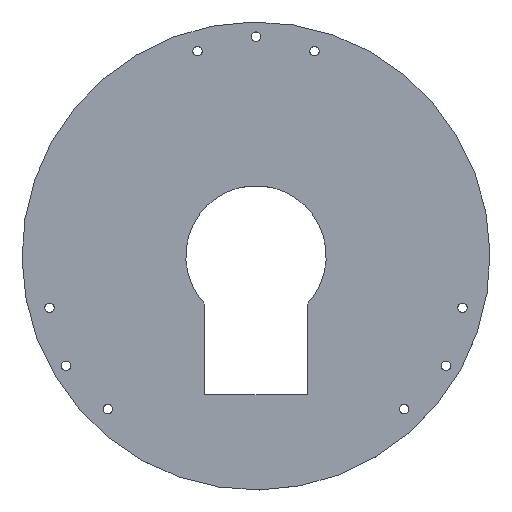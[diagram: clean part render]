
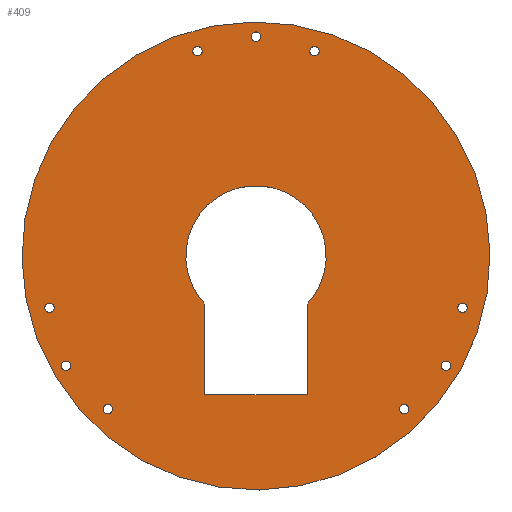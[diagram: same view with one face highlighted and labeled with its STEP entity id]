
A CAD part, top view. The second image highlights one B-rep face of the part: STEP entity #409.
In plain terms, the highlighted planar face has unit normal (0, 0, 1).
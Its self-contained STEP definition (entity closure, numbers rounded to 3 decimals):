
#45=LINE('',#690,#68);
#47=LINE('',#694,#70);
#50=LINE('',#699,#73);
#68=VECTOR('',#578,10.);
#70=VECTOR('',#582,10.);
#73=VECTOR('',#587,10.);
#88=FACE_BOUND('',#155,.T.);
#89=FACE_BOUND('',#156,.T.);
#90=FACE_BOUND('',#157,.T.);
#91=FACE_BOUND('',#158,.T.);
#92=FACE_BOUND('',#159,.T.);
#93=FACE_BOUND('',#160,.T.);
#94=FACE_BOUND('',#161,.T.);
#95=FACE_BOUND('',#162,.T.);
#96=FACE_BOUND('',#163,.T.);
#97=FACE_BOUND('',#164,.T.);
#119=FACE_OUTER_BOUND('',#154,.T.);
#154=EDGE_LOOP('',(#366));
#155=EDGE_LOOP('',(#367));
#156=EDGE_LOOP('',(#368));
#157=EDGE_LOOP('',(#369));
#158=EDGE_LOOP('',(#370));
#159=EDGE_LOOP('',(#371));
#160=EDGE_LOOP('',(#372));
#161=EDGE_LOOP('',(#373));
#162=EDGE_LOOP('',(#374));
#163=EDGE_LOOP('',(#375));
#164=EDGE_LOOP('',(#376,#377,#378,#379));
#176=CIRCLE('',#437,1.6);
#177=CIRCLE('',#439,1.6);
#178=CIRCLE('',#441,1.6);
#179=CIRCLE('',#443,1.6);
#180=CIRCLE('',#445,1.6);
#181=CIRCLE('',#447,1.6);
#188=CIRCLE('',#461,1.6);
#189=CIRCLE('',#463,1.6);
#190=CIRCLE('',#465,1.6);
#191=CIRCLE('',#470,24.);
#192=CIRCLE('',#472,80.);
#207=VERTEX_POINT('',#630);
#208=VERTEX_POINT('',#634);
#209=VERTEX_POINT('',#638);
#210=VERTEX_POINT('',#642);
#211=VERTEX_POINT('',#646);
#212=VERTEX_POINT('',#650);
#219=VERTEX_POINT('',#675);
#220=VERTEX_POINT('',#679);
#221=VERTEX_POINT('',#683);
#222=VERTEX_POINT('',#687);
#223=VERTEX_POINT('',#689);
#224=VERTEX_POINT('',#693);
#225=VERTEX_POINT('',#697);
#226=VERTEX_POINT('',#703);
#242=EDGE_CURVE('',#207,#207,#176,.T.);
#244=EDGE_CURVE('',#208,#208,#177,.T.);
#246=EDGE_CURVE('',#209,#209,#178,.T.);
#248=EDGE_CURVE('',#210,#210,#179,.T.);
#250=EDGE_CURVE('',#211,#211,#180,.T.);
#252=EDGE_CURVE('',#212,#212,#181,.T.);
#263=EDGE_CURVE('',#219,#219,#188,.T.);
#265=EDGE_CURVE('',#220,#220,#189,.T.);
#267=EDGE_CURVE('',#221,#221,#190,.T.);
#269=EDGE_CURVE('',#223,#222,#45,.T.);
#271=EDGE_CURVE('',#224,#223,#47,.T.);
#274=EDGE_CURVE('',#222,#225,#50,.T.);
#275=EDGE_CURVE('',#224,#225,#191,.T.);
#277=EDGE_CURVE('',#226,#226,#192,.T.);
#366=ORIENTED_EDGE('',*,*,#277,.F.);
#367=ORIENTED_EDGE('',*,*,#242,.T.);
#368=ORIENTED_EDGE('',*,*,#244,.T.);
#369=ORIENTED_EDGE('',*,*,#246,.T.);
#370=ORIENTED_EDGE('',*,*,#248,.T.);
#371=ORIENTED_EDGE('',*,*,#250,.T.);
#372=ORIENTED_EDGE('',*,*,#252,.T.);
#373=ORIENTED_EDGE('',*,*,#263,.T.);
#374=ORIENTED_EDGE('',*,*,#265,.T.);
#375=ORIENTED_EDGE('',*,*,#267,.T.);
#376=ORIENTED_EDGE('',*,*,#274,.T.);
#377=ORIENTED_EDGE('',*,*,#275,.F.);
#378=ORIENTED_EDGE('',*,*,#271,.T.);
#379=ORIENTED_EDGE('',*,*,#269,.T.);
#387=PLANE('',#473);
#409=ADVANCED_FACE('',(#119,#88,#89,#90,#91,#92,#93,#94,#95,#96,#97),#387,
 .T.);
#437=AXIS2_PLACEMENT_3D('',#632,#506,#507);
#439=AXIS2_PLACEMENT_3D('',#636,#511,#512);
#441=AXIS2_PLACEMENT_3D('',#640,#516,#517);
#443=AXIS2_PLACEMENT_3D('',#644,#521,#522);
#445=AXIS2_PLACEMENT_3D('',#648,#526,#527);
#447=AXIS2_PLACEMENT_3D('',#652,#531,#532);
#461=AXIS2_PLACEMENT_3D('',#677,#563,#564);
#463=AXIS2_PLACEMENT_3D('',#681,#568,#569);
#465=AXIS2_PLACEMENT_3D('',#685,#573,#574);
#470=AXIS2_PLACEMENT_3D('',#701,#590,#591);
#472=AXIS2_PLACEMENT_3D('',#705,#595,#596);
#473=AXIS2_PLACEMENT_3D('',#706,#597,#598);
#506=DIRECTION('center_axis',(0.,0.,
-1.));
#507=DIRECTION('ref_axis',(1.,0.,0.));
#511=DIRECTION('center_axis',(0.,0.,
-1.));
#512=DIRECTION('ref_axis',(1.,0.,0.));
#516=DIRECTION('center_axis',(0.,0.,
-1.));
#517=DIRECTION('ref_axis',(1.,0.,0.));
#521=DIRECTION('center_axis',(0.,0.,
-1.));
#522=DIRECTION('ref_axis',(1.,0.,0.));
#526=DIRECTION('center_axis',(0.,0.,
-1.));
#527=DIRECTION('ref_axis',(1.,0.,0.));
#531=DIRECTION('center_axis',(0.,0.,
-1.));
#532=DIRECTION('ref_axis',(1.,0.,0.));
#563=DIRECTION('center_axis',(0.,0.,
-1.));
#564=DIRECTION('ref_axis',(-1.,0.,0.));
#568=DIRECTION('center_axis',(0.,0.,
-1.));
#569=DIRECTION('ref_axis',(-1.,0.,0.));
#573=DIRECTION('center_axis',(0.,0.,
-1.));
#574=DIRECTION('ref_axis',(-1.,0.,0.));
#578=DIRECTION('',(-1.,0.,0.));
#582=DIRECTION('',(0.,-1.,0.));
#587=DIRECTION('',(0.,1.,0.));
#590=DIRECTION('center_axis',(0.,0.,
1.));
#591=DIRECTION('ref_axis',(-1.,0.,0.));
#595=DIRECTION('center_axis',(0.,0.,-1.));
#596=DIRECTION('ref_axis',(0.757,0.654,0.));
#597=DIRECTION('center_axis',(0.,0.,
1.));
#598=DIRECTION('ref_axis',(0.,1.,0.));
#630=CARTESIAN_POINT('',(49.022,-52.321,-6.));
#632=CARTESIAN_POINT('Origin',(50.622,-52.321,-6.));
#634=CARTESIAN_POINT('',(-21.6,70.,-6.));
#636=CARTESIAN_POINT('Origin',(-20.,70.,-6.));
#638=CARTESIAN_POINT('',(-52.222,-52.321,-6.));
#640=CARTESIAN_POINT('Origin',(-50.622,-52.321,-6.));
#642=CARTESIAN_POINT('',(69.022,-17.679,-6.));
#644=CARTESIAN_POINT('Origin',(70.622,-17.679,-6.));
#646=CARTESIAN_POINT('',(18.4,70.,-6.));
#648=CARTESIAN_POINT('Origin',(20.,70.,-6.));
#650=CARTESIAN_POINT('',(-72.222,-17.679,-6.));
#652=CARTESIAN_POINT('Origin',(-70.622,-17.679,-6.));
#675=CARTESIAN_POINT('',(1.6,75.,-6.));
#677=CARTESIAN_POINT('Origin',(0.,75.,-6.));
#679=CARTESIAN_POINT('',(-63.352,-37.5,-6.));
#681=CARTESIAN_POINT('Origin',(-64.952,-37.5,-6.));
#683=CARTESIAN_POINT('',(66.552,-37.5,-6.));
#685=CARTESIAN_POINT('Origin',(64.952,-37.5,-6.));
#687=CARTESIAN_POINT('',(-17.5,-47.5,-6.));
#689=CARTESIAN_POINT('',(17.5,-47.5,-6.));
#690=CARTESIAN_POINT('',(-14.791,-47.5,-6.));
#693=CARTESIAN_POINT('',(17.5,-16.424,-6.));
#694=CARTESIAN_POINT('',(17.5,-1.725,-6.));
#697=CARTESIAN_POINT('',(-17.5,-16.424,-6.));
#699=CARTESIAN_POINT('',(-17.5,-13.292,-6.));
#701=CARTESIAN_POINT('Origin',(0.,0.,-6.));
#703=CARTESIAN_POINT('',(-60.553,-52.281,-6.));
#705=CARTESIAN_POINT('Origin',(0.,0.,-6.));
#706=CARTESIAN_POINT('Origin',(-47.082,20.917,-6.));
